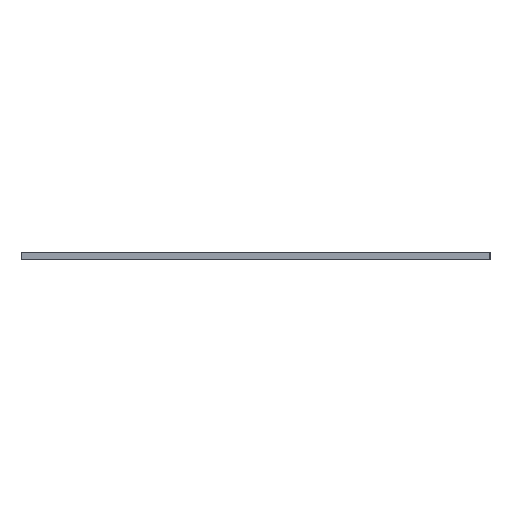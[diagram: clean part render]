
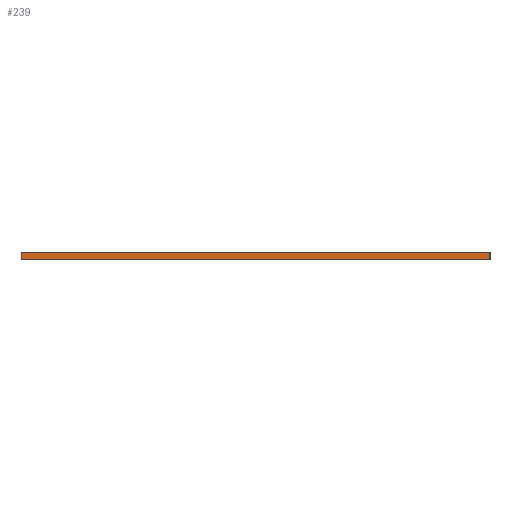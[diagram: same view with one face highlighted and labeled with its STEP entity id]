
A CAD part, left-side view. The second image highlights one B-rep face of the part: STEP entity #239.
In plain terms, the highlighted planar face has unit normal (-1, 0, 0).
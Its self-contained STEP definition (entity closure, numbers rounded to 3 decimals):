
#27 = CARTESIAN_POINT ( 'NONE',  ( 0., 0., 3. ) ) ;
#32 = DIRECTION ( 'NONE',  ( 0., 0., -1. ) ) ;
#36 = CARTESIAN_POINT ( 'NONE',  ( 0., 178., 3. ) ) ;
#42 = VECTOR ( 'NONE', #460, 1000. ) ;
#62 = EDGE_LOOP ( 'NONE', ( #398, #140, #123, #891 ) ) ;
#88 = EDGE_CURVE ( 'NONE', #511, #520, #257, .T. ) ;
#123 = ORIENTED_EDGE ( 'NONE', *, *, #184, .F. ) ;
#140 = ORIENTED_EDGE ( 'NONE', *, *, #1065, .F. ) ;
#184 = EDGE_CURVE ( 'NONE', #655, #323, #766, .T. ) ;
#204 = CARTESIAN_POINT ( 'NONE',  ( 0., 0., 3. ) ) ;
#239 = ADVANCED_FACE ( 'NONE', ( #607 ), #373, .F. ) ;
#257 = LINE ( 'NONE', #742, #490 ) ;
#263 = EDGE_CURVE ( 'NONE', #655, #511, #777, .T. ) ;
#271 = LINE ( 'NONE', #27, #288 ) ;
#288 = VECTOR ( 'NONE', #32, 1000. ) ;
#323 = VERTEX_POINT ( 'NONE', #404 ) ;
#373 = PLANE ( 'NONE',  #889 ) ;
#398 = ORIENTED_EDGE ( 'NONE', *, *, #88, .T. ) ;
#404 = CARTESIAN_POINT ( 'NONE',  ( 0., 0., 3. ) ) ;
#460 = DIRECTION ( 'NONE',  ( 0., -1., 0. ) ) ;
#490 = VECTOR ( 'NONE', #907, 1000. ) ;
#511 = VERTEX_POINT ( 'NONE', #994 ) ;
#518 = CARTESIAN_POINT ( 'NONE',  ( 0., 0., 3. ) ) ;
#520 = VERTEX_POINT ( 'NONE', #914 ) ;
#606 = CARTESIAN_POINT ( 'NONE',  ( 0., 178., 3. ) ) ;
#607 = FACE_OUTER_BOUND ( 'NONE', #62, .T. ) ;
#655 = VERTEX_POINT ( 'NONE', #606 ) ;
#705 = DIRECTION ( 'NONE',  ( 1., 0., 0. ) ) ;
#742 = CARTESIAN_POINT ( 'NONE',  ( 0., 0., 0. ) ) ;
#766 = LINE ( 'NONE', #204, #42 ) ;
#777 = LINE ( 'NONE', #36, #953 ) ;
#854 = DIRECTION ( 'NONE',  ( 0., 0., -1. ) ) ;
#889 = AXIS2_PLACEMENT_3D ( 'NONE', #518, #705, #854 ) ;
#891 = ORIENTED_EDGE ( 'NONE', *, *, #263, .T. ) ;
#907 = DIRECTION ( 'NONE',  ( 0., -1., 0. ) ) ;
#914 = CARTESIAN_POINT ( 'NONE',  ( 0., 0., 0. ) ) ;
#953 = VECTOR ( 'NONE', #1022, 1000. ) ;
#994 = CARTESIAN_POINT ( 'NONE',  ( 0., 178., 0. ) ) ;
#1022 = DIRECTION ( 'NONE',  ( 0., 0., -1. ) ) ;
#1065 = EDGE_CURVE ( 'NONE', #323, #520, #271, .T. ) ;
